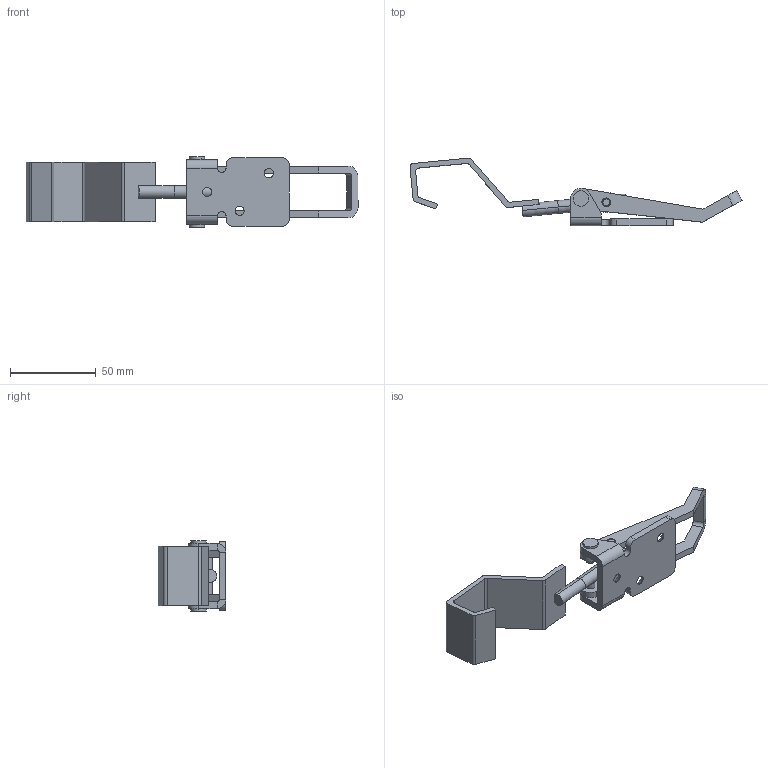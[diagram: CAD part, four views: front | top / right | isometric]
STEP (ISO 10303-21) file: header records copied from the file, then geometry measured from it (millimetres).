
FILE_DESCRIPTION (( 'STEP AP214' ), '1' );
FILE_NAME ('52110 - 703 C ZP Canopy hook.STEP', '2017-01-26T14:25:37', ( '' ), ( '' ), 'SwSTEP 2.0', 'SolidWorks 2015', '' );
FILE_SCHEMA (( 'AUTOMOTIVE_DESIGN' ));
Length unit declared in the file: millimetre
Products named in the file (6): 52110 - 703 C ZP Canopy hook; specialhake; 703 - Rulle; 704 - Rivet Gradin; 703 - Bygel; 703 - Platta C
Assembly tree (6 placements, depth 2):
  52110 - 703 C ZP Canopy hook
    703 - Platta C
    703 - Bygel
    704 - Rivet Gradin  x2
    703 - Rulle
    specialhake
Bounding box: 194.05 x 39.62 x 41 mm (x, y, z)
Volume: 35439.1 mm3; surface area: 24980.5 mm2
Topology: 6 solids, 6 shells, 158 faces, 367 edges, 228 vertices
Faces by surface type: plane 71, cylinder 69, cone 18
Entity records: 4619 total; most frequent: CARTESIAN_POINT 862, DIRECTION 795, ORIENTED_EDGE 690, EDGE_CURVE 345, AXIS2_PLACEMENT_3D 299, VERTEX_POINT 214, VECTOR 197, LINE 197
